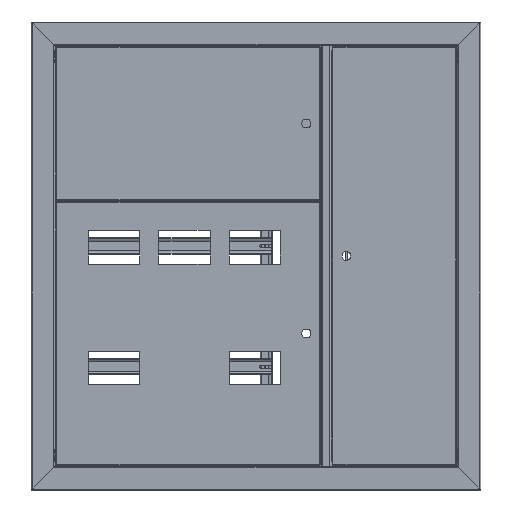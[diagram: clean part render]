
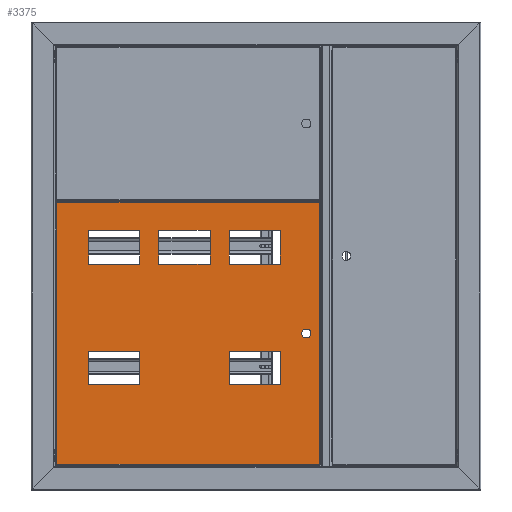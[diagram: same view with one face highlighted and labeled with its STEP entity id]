
A CAD part, top view. The second image highlights one B-rep face of the part: STEP entity #3375.
In plain terms, the highlighted planar face has unit normal (0, 0, 1).
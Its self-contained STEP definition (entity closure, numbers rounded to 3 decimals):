
#3375=ADVANCED_FACE('',(#7554,#7556,#7558,#7560,#7562,#7564,#7566),#7568,.T.);
#7554=FACE_BOUND('',#7555,.T.);
#7555=EDGE_LOOP('',(#18183,#18184,#18185,#18186));
#7556=FACE_BOUND('',#7557,.T.);
#7557=EDGE_LOOP('',(#18187,#18188,#18189,#18190));
#7558=FACE_BOUND('',#7559,.T.);
#7559=EDGE_LOOP('',(#18191,#18192,#18193,#18194));
#7560=FACE_BOUND('',#7561,.T.);
#7561=EDGE_LOOP('',(#18195,#18196,#18197,#18198));
#7562=FACE_BOUND('',#7563,.T.);
#7563=EDGE_LOOP('',(#18199,#18200,#18201,#18202));
#7564=FACE_BOUND('',#7565,.T.);
#7565=EDGE_LOOP('',(#18203,#18204,#18205,#18206));
#7566=FACE_BOUND('',#7567,.T.);
#7567=EDGE_LOOP('',(#18207,#18208,#18209,#18210));
#7568=PLANE('',#7569);
#7569=AXIS2_PLACEMENT_3D('',#7570,#7571,#7572);
#7570=CARTESIAN_POINT('',(0.,0.,0.));
#7571=DIRECTION('',(0.,0.,1.));
#7572=DIRECTION('',(1.,0.,0.));
#18183=ORIENTED_EDGE('',*,*,#23997,.T.);
#18184=ORIENTED_EDGE('',*,*,#23998,.T.);
#18185=ORIENTED_EDGE('',*,*,#23999,.T.);
#18186=ORIENTED_EDGE('',*,*,#24000,.T.);
#18187=ORIENTED_EDGE('',*,*,#23845,.T.);
#18188=ORIENTED_EDGE('',*,*,#23852,.T.);
#18189=ORIENTED_EDGE('',*,*,#23850,.T.);
#18190=ORIENTED_EDGE('',*,*,#23848,.T.);
#18191=ORIENTED_EDGE('',*,*,#23837,.T.);
#18192=ORIENTED_EDGE('',*,*,#23844,.T.);
#18193=ORIENTED_EDGE('',*,*,#23842,.T.);
#18194=ORIENTED_EDGE('',*,*,#23840,.T.);
#18195=ORIENTED_EDGE('',*,*,#23829,.T.);
#18196=ORIENTED_EDGE('',*,*,#23836,.T.);
#18197=ORIENTED_EDGE('',*,*,#23834,.T.);
#18198=ORIENTED_EDGE('',*,*,#23832,.T.);
#18199=ORIENTED_EDGE('',*,*,#23821,.T.);
#18200=ORIENTED_EDGE('',*,*,#23828,.T.);
#18201=ORIENTED_EDGE('',*,*,#23826,.T.);
#18202=ORIENTED_EDGE('',*,*,#23824,.T.);
#18203=ORIENTED_EDGE('',*,*,#23813,.T.);
#18204=ORIENTED_EDGE('',*,*,#23820,.T.);
#18205=ORIENTED_EDGE('',*,*,#23818,.T.);
#18206=ORIENTED_EDGE('',*,*,#23816,.T.);
#18207=ORIENTED_EDGE('',*,*,#23805,.T.);
#18208=ORIENTED_EDGE('',*,*,#23812,.T.);
#18209=ORIENTED_EDGE('',*,*,#23810,.T.);
#18210=ORIENTED_EDGE('',*,*,#23808,.T.);
#23805=EDGE_CURVE('',#26840,#26841,#26842,.F.);
#23808=EDGE_CURVE('',#26845,#26840,#26846,.F.);
#23810=EDGE_CURVE('',#26848,#26845,#26849,.F.);
#23812=EDGE_CURVE('',#26841,#26848,#26851,.F.);
#23813=EDGE_CURVE('',#26852,#26853,#26854,.F.);
#23816=EDGE_CURVE('',#26857,#26852,#26858,.F.);
#23818=EDGE_CURVE('',#26860,#26857,#26861,.F.);
#23820=EDGE_CURVE('',#26853,#26860,#26863,.F.);
#23821=EDGE_CURVE('',#26864,#26865,#26866,.F.);
#23824=EDGE_CURVE('',#26869,#26864,#26870,.F.);
#23826=EDGE_CURVE('',#26872,#26869,#26873,.F.);
#23828=EDGE_CURVE('',#26865,#26872,#26875,.F.);
#23829=EDGE_CURVE('',#26876,#26877,#26878,.F.);
#23832=EDGE_CURVE('',#26881,#26876,#26882,.F.);
#23834=EDGE_CURVE('',#26884,#26881,#26885,.F.);
#23836=EDGE_CURVE('',#26877,#26884,#26887,.F.);
#23837=EDGE_CURVE('',#26888,#26889,#26890,.F.);
#23840=EDGE_CURVE('',#26893,#26888,#26894,.F.);
#23842=EDGE_CURVE('',#26896,#26893,#26897,.F.);
#23844=EDGE_CURVE('',#26889,#26896,#26899,.F.);
#23845=EDGE_CURVE('',#26900,#26901,#26902,.F.);
#23848=EDGE_CURVE('',#26905,#26900,#26906,.F.);
#23850=EDGE_CURVE('',#26908,#26905,#26909,.F.);
#23852=EDGE_CURVE('',#26901,#26908,#26911,.F.);
#23997=EDGE_CURVE('',#26964,#27069,#27158,.T.);
#23998=EDGE_CURVE('',#27069,#27009,#27159,.T.);
#23999=EDGE_CURVE('',#27009,#26961,#27160,.T.);
#24000=EDGE_CURVE('',#26961,#26964,#27161,.T.);
#26840=VERTEX_POINT('',#31873);
#26841=VERTEX_POINT('',#31874);
#26842=CIRCLE('',#31875,9.75);
#26845=VERTEX_POINT('',#31885);
#26846=LINE('',#31886,#31887);
#26848=VERTEX_POINT('',#31892);
#26849=CIRCLE('',#31893,9.75);
#26851=LINE('',#31900,#31901);
#26852=VERTEX_POINT('',#31903);
#26853=VERTEX_POINT('',#31904);
#26854=LINE('',#31905,#31906);
#26857=VERTEX_POINT('',#31914);
#26858=LINE('',#31915,#31916);
#26860=VERTEX_POINT('',#31921);
#26861=LINE('',#31922,#31923);
#26863=LINE('',#31928,#31929);
#26864=VERTEX_POINT('',#31931);
#26865=VERTEX_POINT('',#31932);
#26866=LINE('',#31933,#31934);
#26869=VERTEX_POINT('',#31942);
#26870=LINE('',#31943,#31944);
#26872=VERTEX_POINT('',#31949);
#26873=LINE('',#31950,#31951);
#26875=LINE('',#31956,#31957);
#26876=VERTEX_POINT('',#31959);
#26877=VERTEX_POINT('',#31960);
#26878=LINE('',#31961,#31962);
#26881=VERTEX_POINT('',#31970);
#26882=LINE('',#31971,#31972);
#26884=VERTEX_POINT('',#31977);
#26885=LINE('',#31978,#31979);
#26887=LINE('',#31984,#31985);
#26888=VERTEX_POINT('',#31987);
#26889=VERTEX_POINT('',#31988);
#26890=LINE('',#31989,#31990);
#26893=VERTEX_POINT('',#31998);
#26894=LINE('',#31999,#32000);
#26896=VERTEX_POINT('',#32005);
#26897=LINE('',#32006,#32007);
#26899=LINE('',#32012,#32013);
#26900=VERTEX_POINT('',#32015);
#26901=VERTEX_POINT('',#32016);
#26902=LINE('',#32017,#32018);
#26905=VERTEX_POINT('',#32026);
#26906=LINE('',#32027,#32028);
#26908=VERTEX_POINT('',#32033);
#26909=LINE('',#32034,#32035);
#26911=LINE('',#32040,#32041);
#26961=VERTEX_POINT('',#32187);
#26964=VERTEX_POINT('',#32205);
#27009=VERTEX_POINT('',#32303);
#27069=VERTEX_POINT('',#32445);
#27158=LINE('',#32724,#32725);
#27159=LINE('',#32727,#32728);
#27160=LINE('',#32730,#32731);
#27161=LINE('',#32733,#32734);
#31873=CARTESIAN_POINT('',(112.276,-657.,0.));
#31874=CARTESIAN_POINT('',(112.276,-674.,0.));
#31875=AXIS2_PLACEMENT_3D('',#31876,#31877,#31878);
#31876=CARTESIAN_POINT('',(107.5,-665.5,0.));
#31877=DIRECTION('',(0.,0.,1.));
#31878=DIRECTION('',(0.49,-0.872,0.));
#31885=CARTESIAN_POINT('',(102.724,-657.,0.));
#31886=CARTESIAN_POINT('',(112.276,-657.,0.));
#31887=VECTOR('',#31888,1.);
#31888=DIRECTION('',(-1.,0.,0.));
#31892=CARTESIAN_POINT('',(102.724,-674.,0.));
#31893=AXIS2_PLACEMENT_3D('',#31894,#31895,#31896);
#31894=CARTESIAN_POINT('',(107.5,-665.5,0.));
#31895=DIRECTION('',(0.,0.,1.));
#31896=DIRECTION('',(-0.49,0.872,0.));
#31900=CARTESIAN_POINT('',(102.724,-674.,0.));
#31901=VECTOR('',#31902,1.);
#31902=DIRECTION('',(1.,0.,0.));
#31903=CARTESIAN_POINT('',(-357.663,-775.1,0.));
#31904=CARTESIAN_POINT('',(-357.663,-703.1,0.));
#31905=CARTESIAN_POINT('',(-357.663,-703.1,0.));
#31906=VECTOR('',#31907,1.);
#31907=DIRECTION('',(0.,-1.,0.));
#31914=CARTESIAN_POINT('',(-248.163,-775.1,0.));
#31915=CARTESIAN_POINT('',(-357.663,-775.1,0.));
#31916=VECTOR('',#31917,1.);
#31917=DIRECTION('',(1.,0.,0.));
#31921=CARTESIAN_POINT('',(-248.163,-703.1,0.));
#31922=CARTESIAN_POINT('',(-248.163,-775.1,0.));
#31923=VECTOR('',#31924,1.);
#31924=DIRECTION('',(0.,1.,0.));
#31928=CARTESIAN_POINT('',(-248.163,-703.1,0.));
#31929=VECTOR('',#31930,1.);
#31930=DIRECTION('',(-1.,0.,0.));
#31931=CARTESIAN_POINT('',(-357.663,-517.5,0.));
#31932=CARTESIAN_POINT('',(-357.663,-445.5,0.));
#31933=CARTESIAN_POINT('',(-357.663,-445.5,0.));
#31934=VECTOR('',#31935,1.);
#31935=DIRECTION('',(0.,-1.,0.));
#31942=CARTESIAN_POINT('',(-248.163,-517.5,0.));
#31943=CARTESIAN_POINT('',(-357.663,-517.5,0.));
#31944=VECTOR('',#31945,1.);
#31945=DIRECTION('',(1.,0.,0.));
#31949=CARTESIAN_POINT('',(-248.163,-445.5,0.));
#31950=CARTESIAN_POINT('',(-248.163,-517.5,0.));
#31951=VECTOR('',#31952,1.);
#31952=DIRECTION('',(0.,1.,0.));
#31956=CARTESIAN_POINT('',(-248.163,-445.5,0.));
#31957=VECTOR('',#31958,1.);
#31958=DIRECTION('',(-1.,0.,0.));
#31959=CARTESIAN_POINT('',(-57.663,-703.1,0.));
#31960=CARTESIAN_POINT('',(51.837,-703.1,0.));
#31961=CARTESIAN_POINT('',(51.837,-703.1,0.));
#31962=VECTOR('',#31963,1.);
#31963=DIRECTION('',(-1.,0.,0.));
#31970=CARTESIAN_POINT('',(-57.663,-775.1,0.));
#31971=CARTESIAN_POINT('',(-57.663,-703.1,0.));
#31972=VECTOR('',#31973,1.);
#31973=DIRECTION('',(0.,-1.,0.));
#31977=CARTESIAN_POINT('',(51.837,-775.1,0.));
#31978=CARTESIAN_POINT('',(-57.663,-775.1,0.));
#31979=VECTOR('',#31980,1.);
#31980=DIRECTION('',(1.,0.,0.));
#31984=CARTESIAN_POINT('',(51.837,-775.1,0.));
#31985=VECTOR('',#31986,1.);
#31986=DIRECTION('',(0.,1.,0.));
#31987=CARTESIAN_POINT('',(-57.663,-517.5,0.));
#31988=CARTESIAN_POINT('',(-57.663,-445.5,0.));
#31989=CARTESIAN_POINT('',(-57.663,-445.5,0.));
#31990=VECTOR('',#31991,1.);
#31991=DIRECTION('',(0.,-1.,0.));
#31998=CARTESIAN_POINT('',(51.837,-517.5,0.));
#31999=CARTESIAN_POINT('',(-57.663,-517.5,0.));
#32000=VECTOR('',#32001,1.);
#32001=DIRECTION('',(1.,0.,0.));
#32005=CARTESIAN_POINT('',(51.837,-445.5,0.));
#32006=CARTESIAN_POINT('',(51.837,-517.5,0.));
#32007=VECTOR('',#32008,1.);
#32008=DIRECTION('',(0.,1.,0.));
#32012=CARTESIAN_POINT('',(51.837,-445.5,0.));
#32013=VECTOR('',#32014,1.);
#32014=DIRECTION('',(-1.,0.,0.));
#32015=CARTESIAN_POINT('',(-207.663,-517.5,0.));
#32016=CARTESIAN_POINT('',(-207.663,-445.5,0.));
#32017=CARTESIAN_POINT('',(-207.663,-445.5,0.));
#32018=VECTOR('',#32019,1.);
#32019=DIRECTION('',(0.,-1.,0.));
#32026=CARTESIAN_POINT('',(-98.163,-517.5,0.));
#32027=CARTESIAN_POINT('',(-207.663,-517.5,0.));
#32028=VECTOR('',#32029,1.);
#32029=DIRECTION('',(1.,0.,0.));
#32033=CARTESIAN_POINT('',(-98.163,-445.5,0.));
#32034=CARTESIAN_POINT('',(-98.163,-517.5,0.));
#32035=VECTOR('',#32036,1.);
#32036=DIRECTION('',(0.,1.,0.));
#32040=CARTESIAN_POINT('',(-98.163,-445.5,0.));
#32041=VECTOR('',#32042,1.);
#32042=DIRECTION('',(-1.,0.,0.));
#32187=CARTESIAN_POINT('',(-425.5,-945.5,0.));
#32205=CARTESIAN_POINT('',(135.5,-945.5,0.));
#32303=CARTESIAN_POINT('',(-425.5,-385.5,0.));
#32445=CARTESIAN_POINT('',(135.5,-385.5,0.));
#32724=CARTESIAN_POINT('',(135.5,-945.5,0.));
#32725=VECTOR('',#32726,1.);
#32726=DIRECTION('',(0.,1.,0.));
#32727=CARTESIAN_POINT('',(135.5,-385.5,0.));
#32728=VECTOR('',#32729,1.);
#32729=DIRECTION('',(-1.,0.,0.));
#32730=CARTESIAN_POINT('',(-425.5,-385.5,0.));
#32731=VECTOR('',#32732,1.);
#32732=DIRECTION('',(0.,-1.,0.));
#32733=CARTESIAN_POINT('',(-425.5,-945.5,0.));
#32734=VECTOR('',#32735,1.);
#32735=DIRECTION('',(1.,0.,0.));
